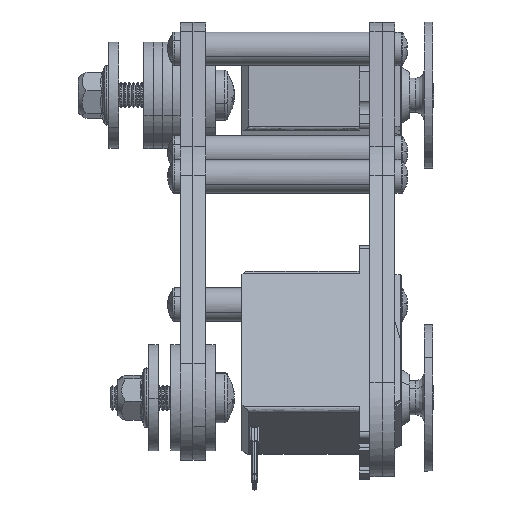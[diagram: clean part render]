
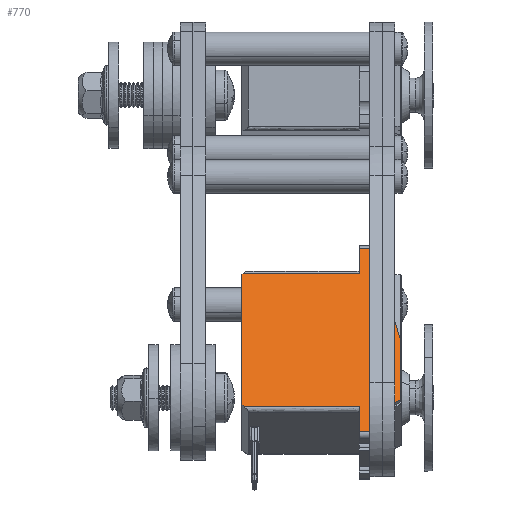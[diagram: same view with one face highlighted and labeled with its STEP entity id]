
A CAD part, top view. The second image highlights one B-rep face of the part: STEP entity #770.
In plain terms, the highlighted face is planar.
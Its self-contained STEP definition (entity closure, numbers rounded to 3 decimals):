
#81=B_SPLINE_CURVE_WITH_KNOTS('',1,(#13567,#13568),.UNSPECIFIED.,.F.,.F.,
(2,2),(-17.,0.),.UNSPECIFIED.);
#84=B_SPLINE_CURVE_WITH_KNOTS('',1,(#13573,#13574),.UNSPECIFIED.,.F.,.F.,
(2,2),(0.,7.05),.UNSPECIFIED.);
#108=B_SPLINE_CURVE_WITH_KNOTS('',1,(#13633,#13634),.UNSPECIFIED.,.F.,.F.,
(2,2),(0.,2.55),.UNSPECIFIED.);
#109=B_SPLINE_CURVE_WITH_KNOTS('',1,(#13635,#13636),.UNSPECIFIED.,.F.,.F.,
(2,2),(-7.05,0.),.UNSPECIFIED.);
#110=B_SPLINE_CURVE_WITH_KNOTS('',1,(#13637,#13638),.UNSPECIFIED.,.F.,.F.,
(2,2),(0.,2.5),.UNSPECIFIED.);
#111=B_SPLINE_CURVE_WITH_KNOTS('',1,(#13639,#13640),.UNSPECIFIED.,.F.,.F.,
(2,2),(0.,7.05),.UNSPECIFIED.);
#112=B_SPLINE_CURVE_WITH_KNOTS('',1,(#13641,#13642),.UNSPECIFIED.,.F.,.F.,
(2,2),(0.,27.5),.UNSPECIFIED.);
#113=B_SPLINE_CURVE_WITH_KNOTS('',1,(#13643,#13644),.UNSPECIFIED.,.F.,.F.,
(2,2),(0.,37.),.UNSPECIFIED.);
#114=B_SPLINE_CURVE_WITH_KNOTS('',1,(#13645,#13646),.UNSPECIFIED.,.F.,.F.,
(2,2),(0.,27.5),.UNSPECIFIED.);
#115=B_SPLINE_CURVE_WITH_KNOTS('',1,(#13647,#13648),.UNSPECIFIED.,.F.,.F.,
(2,2),(0.,7.05),.UNSPECIFIED.);
#116=B_SPLINE_CURVE_WITH_KNOTS('',1,(#13649,#13650),.UNSPECIFIED.,.F.,.F.,
(2,2),(-2.5,0.),.UNSPECIFIED.);
#117=B_SPLINE_CURVE_WITH_KNOTS('',1,(#13651,#13652),.UNSPECIFIED.,.F.,.F.,
(2,2),(0.,4.633),.UNSPECIFIED.);
#121=B_SPLINE_CURVE_WITH_KNOTS('',1,(#13663,#13664),.UNSPECIFIED.,.F.,.F.,
(2,2),(0.,0.707),.UNSPECIFIED.);
#123=B_SPLINE_CURVE_WITH_KNOTS('',1,(#13679,#13680),.UNSPECIFIED.,.F.,.F.,
(2,2),(0.,0.707),.UNSPECIFIED.);
#170=B_SPLINE_CURVE_WITH_KNOTS('',1,(#13838,#13839),.UNSPECIFIED.,.F.,.F.,
(2,2),(0.,3.333),.UNSPECIFIED.);
#176=B_SPLINE_CURVE_WITH_KNOTS('',1,(#13878,#13879),.UNSPECIFIED.,.F.,.F.,
(2,2),(0.,19.585),.UNSPECIFIED.);
#770=ADVANCED_FACE('',(#1328),#8799,.T.);
#1328=FACE_OUTER_BOUND('',#1902,.T.);
#1902=EDGE_LOOP('',(#2910,#2911,#2912,#2913,#2914,#2915,#2916,#2917,#2918,
#2919,#2920,#2921,#2922,#2923,#2924,#2925));
#2910=ORIENTED_EDGE('',*,*,#5593,.T.);
#2911=ORIENTED_EDGE('',*,*,#5594,.T.);
#2912=ORIENTED_EDGE('',*,*,#5595,.T.);
#2913=ORIENTED_EDGE('',*,*,#5596,.T.);
#2914=ORIENTED_EDGE('',*,*,#5597,.T.);
#2915=ORIENTED_EDGE('',*,*,#5607,.T.);
#2916=ORIENTED_EDGE('',*,*,#5598,.T.);
#2917=ORIENTED_EDGE('',*,*,#5612,.T.);
#2918=ORIENTED_EDGE('',*,*,#5599,.T.);
#2919=ORIENTED_EDGE('',*,*,#5600,.T.);
#2920=ORIENTED_EDGE('',*,*,#5601,.T.);
#2921=ORIENTED_EDGE('',*,*,#5565,.F.);
#2922=ORIENTED_EDGE('',*,*,#5602,.T.);
#2923=ORIENTED_EDGE('',*,*,#5681,.T.);
#2924=ORIENTED_EDGE('',*,*,#5562,.F.);
#2925=ORIENTED_EDGE('',*,*,#5694,.T.);
#5562=EDGE_CURVE('',#7995,#7996,#81,.T.);
#5565=EDGE_CURVE('',#7999,#8000,#84,.T.);
#5593=EDGE_CURVE('',#8029,#8030,#108,.T.);
#5594=EDGE_CURVE('',#8030,#8031,#109,.T.);
#5595=EDGE_CURVE('',#8031,#8032,#110,.T.);
#5596=EDGE_CURVE('',#8032,#8033,#111,.T.);
#5597=EDGE_CURVE('',#8033,#8034,#112,.T.);
#5598=EDGE_CURVE('',#8035,#8036,#113,.T.);
#5599=EDGE_CURVE('',#8037,#8038,#114,.T.);
#5600=EDGE_CURVE('',#8038,#8039,#115,.T.);
#5601=EDGE_CURVE('',#8039,#8000,#116,.T.);
#5602=EDGE_CURVE('',#7999,#8040,#117,.T.);
#5607=EDGE_CURVE('',#8034,#8035,#121,.T.);
#5612=EDGE_CURVE('',#8036,#8037,#123,.T.);
#5681=EDGE_CURVE('',#8040,#7996,#170,.T.);
#5694=EDGE_CURVE('',#7995,#8029,#176,.T.);
#7995=VERTEX_POINT('',#13142);
#7996=VERTEX_POINT('',#13143);
#7999=VERTEX_POINT('',#13146);
#8000=VERTEX_POINT('',#13147);
#8029=VERTEX_POINT('',#13176);
#8030=VERTEX_POINT('',#13177);
#8031=VERTEX_POINT('',#13178);
#8032=VERTEX_POINT('',#13179);
#8033=VERTEX_POINT('',#13180);
#8034=VERTEX_POINT('',#13181);
#8035=VERTEX_POINT('',#13182);
#8036=VERTEX_POINT('',#13183);
#8037=VERTEX_POINT('',#13184);
#8038=VERTEX_POINT('',#13185);
#8039=VERTEX_POINT('',#13186);
#8040=VERTEX_POINT('',#13187);
#8799=PLANE('',#10177);
#10177=AXIS2_PLACEMENT_3D('',#12497,#10421,$);
#10421=DIRECTION('',(0.,0.,1.));
#12497=CARTESIAN_POINT('',(-31.261,-3.781,10.));
#13142=CARTESIAN_POINT('',(0.,37.8,10.));
#13143=CARTESIAN_POINT('',(17.,37.8,10.));
#13146=CARTESIAN_POINT('',(19.,30.5,10.));
#13147=CARTESIAN_POINT('',(26.05,30.5,10.));
#13176=CARTESIAN_POINT('',(-19.,33.05,10.));
#13177=CARTESIAN_POINT('',(-19.,30.5,10.));
#13178=CARTESIAN_POINT('',(-26.05,30.5,10.));
#13179=CARTESIAN_POINT('',(-26.05,28.,10.));
#13180=CARTESIAN_POINT('',(-19.,28.,10.));
#13181=CARTESIAN_POINT('',(-19.,0.5,10.));
#13182=CARTESIAN_POINT('',(-18.5,0.,10.));
#13183=CARTESIAN_POINT('',(18.5,0.,10.));
#13184=CARTESIAN_POINT('',(19.,0.5,10.));
#13185=CARTESIAN_POINT('',(19.,28.,10.));
#13186=CARTESIAN_POINT('',(26.05,28.,10.));
#13187=CARTESIAN_POINT('',(19.,35.133,10.));
#13567=CARTESIAN_POINT('',(0.,37.8,10.));
#13568=CARTESIAN_POINT('',(17.,37.8,10.));
#13573=CARTESIAN_POINT('',(19.,30.5,10.));
#13574=CARTESIAN_POINT('',(26.05,30.5,10.));
#13633=CARTESIAN_POINT('',(-19.,33.05,10.));
#13634=CARTESIAN_POINT('',(-19.,30.5,10.));
#13635=CARTESIAN_POINT('',(-19.,30.5,10.));
#13636=CARTESIAN_POINT('',(-26.05,30.5,10.));
#13637=CARTESIAN_POINT('',(-26.05,30.5,10.));
#13638=CARTESIAN_POINT('',(-26.05,28.,10.));
#13639=CARTESIAN_POINT('',(-26.05,28.,10.));
#13640=CARTESIAN_POINT('',(-19.,28.,10.));
#13641=CARTESIAN_POINT('',(-19.,28.,10.));
#13642=CARTESIAN_POINT('',(-19.,0.5,10.));
#13643=CARTESIAN_POINT('',(-18.5,0.,10.));
#13644=CARTESIAN_POINT('',(18.5,0.,10.));
#13645=CARTESIAN_POINT('',(19.,0.5,10.));
#13646=CARTESIAN_POINT('',(19.,28.,10.));
#13647=CARTESIAN_POINT('',(19.,28.,10.));
#13648=CARTESIAN_POINT('',(26.05,28.,10.));
#13649=CARTESIAN_POINT('',(26.05,28.,10.));
#13650=CARTESIAN_POINT('',(26.05,30.5,10.));
#13651=CARTESIAN_POINT('',(19.,30.5,10.));
#13652=CARTESIAN_POINT('',(19.,35.133,10.));
#13663=CARTESIAN_POINT('',(-19.,0.5,10.));
#13664=CARTESIAN_POINT('',(-18.5,0.,10.));
#13679=CARTESIAN_POINT('',(18.5,0.,10.));
#13680=CARTESIAN_POINT('',(19.,0.5,10.));
#13838=CARTESIAN_POINT('',(19.,35.133,10.));
#13839=CARTESIAN_POINT('',(17.,37.8,10.));
#13878=CARTESIAN_POINT('',(0.,37.8,10.));
#13879=CARTESIAN_POINT('',(-19.,33.05,10.));
